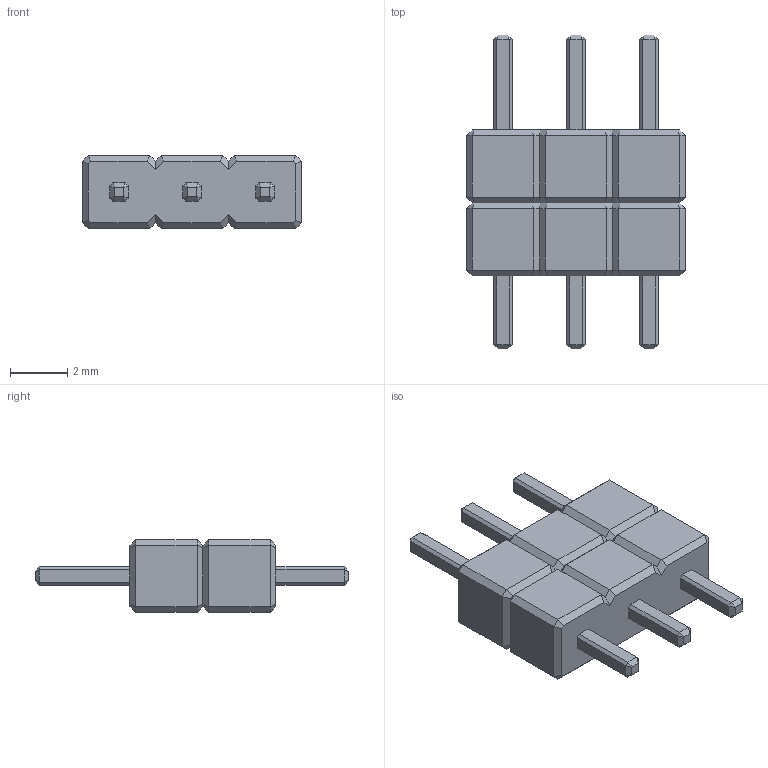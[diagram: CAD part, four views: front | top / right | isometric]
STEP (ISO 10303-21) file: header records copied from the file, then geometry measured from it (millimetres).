
FILE_DESCRIPTION (( 'STEP AP214' ), '1' );
FILE_NAME ('HW-03-07-G-S-200-105.STEP', '2021-03-30T08:56:11', ( '' ), ( '' ), 'SwSTEP 2.0', 'SolidWorks 2016', '' );
FILE_SCHEMA (( 'AUTOMOTIVE_DESIGN' ));
Length unit declared in the file: millimetre
Products named in the file (1): HW-03-07-G-S-200-105
Bounding box: 7.62 x 10.92 x 2.54 mm (x, y, z)
Volume: 102 mm3; surface area: 242.7 mm2
Topology: 2 solids, 2 shells, 274 faces, 640 edges, 376 vertices
Faces by surface type: plane 274
Entity records: 9373 total; most frequent: CARTESIAN_POINT 1291, ORIENTED_EDGE 1280, DIRECTION 1190, VECTOR 640, EDGE_CURVE 640, LINE 640, VERTEX_POINT 376, EDGE_LOOP 286
